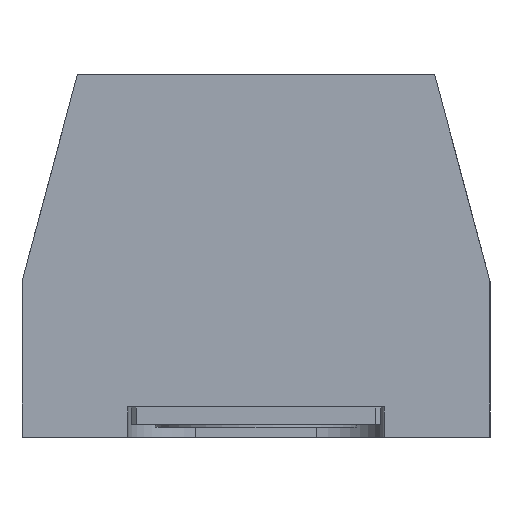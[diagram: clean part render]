
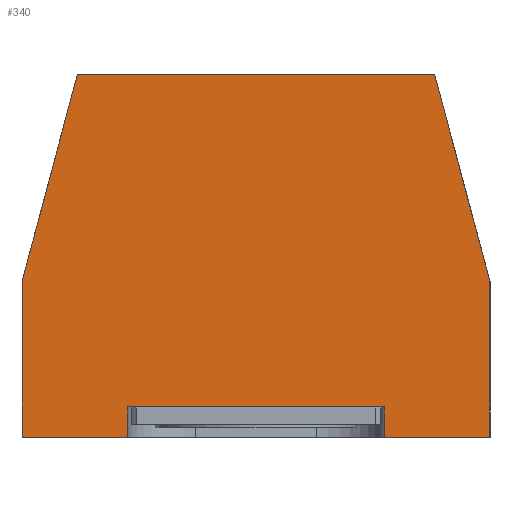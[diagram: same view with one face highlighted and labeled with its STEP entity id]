
A CAD part, left-side view. The second image highlights one B-rep face of the part: STEP entity #340.
In plain terms, the highlighted planar face has unit normal (-1, 0, 0).
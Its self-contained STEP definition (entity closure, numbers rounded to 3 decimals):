
#46=LINE('',#1533,#152);
#47=LINE('',#1535,#153);
#48=LINE('',#1538,#154);
#49=LINE('',#1540,#155);
#50=LINE('',#1542,#156);
#51=LINE('',#1544,#157);
#52=LINE('',#1546,#158);
#53=LINE('',#1547,#159);
#54=LINE('',#1549,#160);
#55=LINE('',#1551,#161);
#152=VECTOR('',#1188,1.);
#153=VECTOR('',#1191,1.);
#154=VECTOR('',#1192,1.);
#155=VECTOR('',#1193,1.);
#156=VECTOR('',#1194,1.);
#157=VECTOR('',#1195,1.);
#158=VECTOR('',#1196,1.);
#159=VECTOR('',#1197,1.);
#160=VECTOR('',#1198,1.);
#161=VECTOR('',#1199,1.);
#250=PLANE('',#1081);
#292=FACE_OUTER_BOUND('',#456,.T.);
#340=ADVANCED_FACE('',(#292),#250,.T.);
#456=EDGE_LOOP('',(#534,#535,#536,#537,#538,#539,#540,#541,#542,#543));
#534=ORIENTED_EDGE('',*,*,#917,.T.);
#535=ORIENTED_EDGE('',*,*,#918,.T.);
#536=ORIENTED_EDGE('',*,*,#919,.T.);
#537=ORIENTED_EDGE('',*,*,#920,.F.);
#538=ORIENTED_EDGE('',*,*,#921,.F.);
#539=ORIENTED_EDGE('',*,*,#922,.F.);
#540=ORIENTED_EDGE('',*,*,#916,.F.);
#541=ORIENTED_EDGE('',*,*,#923,.T.);
#542=ORIENTED_EDGE('',*,*,#924,.F.);
#543=ORIENTED_EDGE('',*,*,#925,.F.);
#814=VERTEX_POINT('',#1527);
#816=VERTEX_POINT('',#1532);
#817=VERTEX_POINT('',#1536);
#818=VERTEX_POINT('',#1537);
#819=VERTEX_POINT('',#1539);
#820=VERTEX_POINT('',#1541);
#821=VERTEX_POINT('',#1543);
#822=VERTEX_POINT('',#1545);
#823=VERTEX_POINT('',#1548);
#824=VERTEX_POINT('',#1550);
#916=EDGE_CURVE('',#816,#814,#46,.T.);
#917=EDGE_CURVE('',#817,#818,#47,.T.);
#918=EDGE_CURVE('',#818,#819,#48,.T.);
#919=EDGE_CURVE('',#819,#820,#49,.T.);
#920=EDGE_CURVE('',#821,#820,#50,.T.);
#921=EDGE_CURVE('',#822,#821,#51,.T.);
#922=EDGE_CURVE('',#814,#822,#52,.T.);
#923=EDGE_CURVE('',#816,#823,#53,.T.);
#924=EDGE_CURVE('',#824,#823,#54,.T.);
#925=EDGE_CURVE('',#817,#824,#55,.T.);
#1081=AXIS2_PLACEMENT_3D('',#1552,#1200,#1201);
#1188=DIRECTION('',(0.,0.,1.));
#1191=DIRECTION('',(0.,0.,-1.));
#1192=DIRECTION('',(0.,-1.,0.));
#1193=DIRECTION('',(0.,0.,1.));
#1194=DIRECTION('',(0.,-0.259,-0.966));
#1195=DIRECTION('',(0.,-1.,0.));
#1196=DIRECTION('',(0.,-0.259,0.966));
#1197=DIRECTION('',(0.,-1.,0.));
#1198=DIRECTION('',(0.,0.,-1.));
#1199=DIRECTION('',(0.,1.,0.));
#1200=DIRECTION('',(-1.,0.,0.));
#1201=DIRECTION('',(0.,1.,0.));
#1527=CARTESIAN_POINT('',(-39.,46.5,0.947));
#1532=CARTESIAN_POINT('',(-39.,46.5,-30.));
#1533=CARTESIAN_POINT('',(-39.,46.5,-30.));
#1535=CARTESIAN_POINT('',(-39.,-25.5,-24.));
#1536=CARTESIAN_POINT('',(-39.,-25.5,-24.));
#1537=CARTESIAN_POINT('',(-39.,-25.5,-30.));
#1538=CARTESIAN_POINT('',(-39.,46.5,-30.));
#1539=CARTESIAN_POINT('',(-39.,-46.5,-30.));
#1540=CARTESIAN_POINT('',(-39.,-46.5,-30.));
#1541=CARTESIAN_POINT('',(-39.,-46.5,0.947));
#1542=CARTESIAN_POINT('',(-39.,-35.5,42.));
#1543=CARTESIAN_POINT('',(-39.,-35.5,42.));
#1544=CARTESIAN_POINT('',(-39.,46.5,42.));
#1545=CARTESIAN_POINT('',(-39.,35.5,42.));
#1546=CARTESIAN_POINT('',(-39.,46.5,0.947));
#1547=CARTESIAN_POINT('',(-39.,46.5,-30.));
#1548=CARTESIAN_POINT('',(-39.,25.5,-30.));
#1549=CARTESIAN_POINT('',(-39.,25.5,-24.));
#1550=CARTESIAN_POINT('',(-39.,25.5,-24.));
#1551=CARTESIAN_POINT('',(-39.,-25.5,-24.));
#1552=CARTESIAN_POINT('',(-39.,46.5,-30.));
